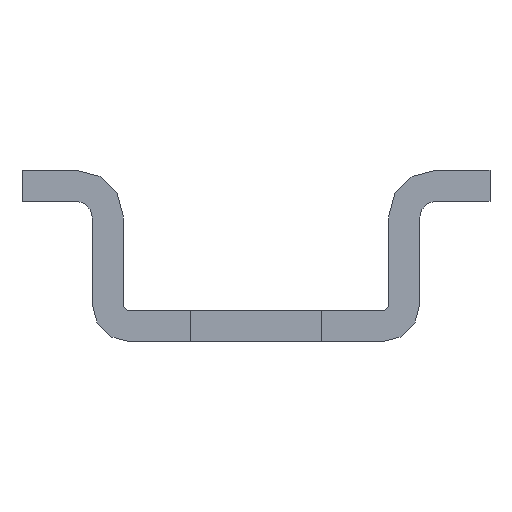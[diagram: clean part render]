
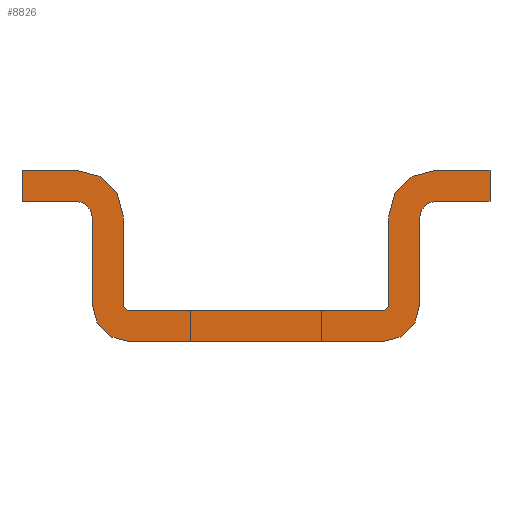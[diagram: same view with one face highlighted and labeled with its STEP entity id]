
A CAD part, front view. The second image highlights one B-rep face of the part: STEP entity #8826.
In plain terms, the highlighted planar face has unit normal (0, -1, 0).
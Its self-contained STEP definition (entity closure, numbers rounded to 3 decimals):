
#428=PLANE('',#9687);
#850=FACE_OUTER_BOUND('',#1472,.T.);
#1472=EDGE_LOOP('',(#8177,#8178,#8179,#8180,#8181,#8182,#8183,#8184,#8185,
#8186,#8187,#8188,#8189,#8190,#8191,#8192,#8193,#8194,#8195,#8196));
#2276=LINE('',#14624,#3120);
#2280=LINE('',#14636,#3124);
#2283=LINE('',#14642,#3127);
#2286=LINE('',#14648,#3130);
#2290=LINE('',#14660,#3134);
#2295=LINE('',#14673,#3139);
#2299=LINE('',#14685,#3143);
#2303=LINE('',#14697,#3147);
#2306=LINE('',#14703,#3150);
#2309=LINE('',#14709,#3153);
#2313=LINE('',#14721,#3157);
#2316=LINE('',#14730,#3160);
#3120=VECTOR('',#12101,10.);
#3124=VECTOR('',#12113,10.);
#3127=VECTOR('',#12118,10.);
#3130=VECTOR('',#12123,10.);
#3134=VECTOR('',#12135,10.);
#3139=VECTOR('',#12148,10.);
#3143=VECTOR('',#12160,10.);
#3147=VECTOR('',#12172,10.);
#3150=VECTOR('',#12177,10.);
#3153=VECTOR('',#12182,10.);
#3157=VECTOR('',#12194,10.);
#3160=VECTOR('',#12205,10.);
#3562=CIRCLE('',#9652,0.2);
#3564=CIRCLE('',#9656,1.5);
#3566=CIRCLE('',#9662,0.5);
#3568=CIRCLE('',#9666,1.2);
#3570=CIRCLE('',#9670,0.2);
#3572=CIRCLE('',#9674,1.5);
#3574=CIRCLE('',#9680,0.5);
#3576=CIRCLE('',#9684,1.2);
#4379=VERTEX_POINT('',#14615);
#4380=VERTEX_POINT('',#14617);
#4382=VERTEX_POINT('',#14623);
#4384=VERTEX_POINT('',#14629);
#4386=VERTEX_POINT('',#14635);
#4388=VERTEX_POINT('',#14641);
#4390=VERTEX_POINT('',#14647);
#4392=VERTEX_POINT('',#14653);
#4394=VERTEX_POINT('',#14659);
#4396=VERTEX_POINT('',#14665);
#4398=VERTEX_POINT('',#14671);
#4400=VERTEX_POINT('',#14677);
#4402=VERTEX_POINT('',#14683);
#4404=VERTEX_POINT('',#14689);
#4406=VERTEX_POINT('',#14695);
#4408=VERTEX_POINT('',#14701);
#4410=VERTEX_POINT('',#14707);
#4412=VERTEX_POINT('',#14713);
#4414=VERTEX_POINT('',#14719);
#4416=VERTEX_POINT('',#14725);
#5619=EDGE_CURVE('',#4379,#4380,#3562,.T.);
#5622=EDGE_CURVE('',#4380,#4382,#2276,.T.);
#5625=EDGE_CURVE('',#4382,#4384,#3564,.T.);
#5628=EDGE_CURVE('',#4384,#4386,#2280,.T.);
#5631=EDGE_CURVE('',#4386,#4388,#2283,.T.);
#5634=EDGE_CURVE('',#4388,#4390,#2286,.T.);
#5637=EDGE_CURVE('',#4390,#4392,#3566,.T.);
#5640=EDGE_CURVE('',#4392,#4394,#2290,.T.);
#5643=EDGE_CURVE('',#4394,#4396,#3568,.T.);
#5647=EDGE_CURVE('',#4379,#4398,#2295,.T.);
#5650=EDGE_CURVE('',#4398,#4400,#3570,.T.);
#5653=EDGE_CURVE('',#4400,#4402,#2299,.T.);
#5656=EDGE_CURVE('',#4402,#4404,#3572,.T.);
#5659=EDGE_CURVE('',#4404,#4406,#2303,.T.);
#5662=EDGE_CURVE('',#4406,#4408,#2306,.T.);
#5665=EDGE_CURVE('',#4408,#4410,#2309,.T.);
#5668=EDGE_CURVE('',#4410,#4412,#3574,.T.);
#5671=EDGE_CURVE('',#4412,#4414,#2313,.T.);
#5674=EDGE_CURVE('',#4414,#4416,#3576,.T.);
#5676=EDGE_CURVE('',#4396,#4416,#2316,.T.);
#8177=ORIENTED_EDGE('',*,*,#5647,.T.);
#8178=ORIENTED_EDGE('',*,*,#5650,.T.);
#8179=ORIENTED_EDGE('',*,*,#5653,.T.);
#8180=ORIENTED_EDGE('',*,*,#5656,.T.);
#8181=ORIENTED_EDGE('',*,*,#5659,.T.);
#8182=ORIENTED_EDGE('',*,*,#5662,.T.);
#8183=ORIENTED_EDGE('',*,*,#5665,.T.);
#8184=ORIENTED_EDGE('',*,*,#5668,.T.);
#8185=ORIENTED_EDGE('',*,*,#5671,.T.);
#8186=ORIENTED_EDGE('',*,*,#5674,.T.);
#8187=ORIENTED_EDGE('',*,*,#5676,.F.);
#8188=ORIENTED_EDGE('',*,*,#5643,.F.);
#8189=ORIENTED_EDGE('',*,*,#5640,.F.);
#8190=ORIENTED_EDGE('',*,*,#5637,.F.);
#8191=ORIENTED_EDGE('',*,*,#5634,.F.);
#8192=ORIENTED_EDGE('',*,*,#5631,.F.);
#8193=ORIENTED_EDGE('',*,*,#5628,.F.);
#8194=ORIENTED_EDGE('',*,*,#5625,.F.);
#8195=ORIENTED_EDGE('',*,*,#5622,.F.);
#8196=ORIENTED_EDGE('',*,*,#5619,.F.);
#8826=ADVANCED_FACE('',(#850),#428,.F.);
#9652=AXIS2_PLACEMENT_3D('',#14618,#12095,#12096);
#9656=AXIS2_PLACEMENT_3D('',#14630,#12107,#12108);
#9662=AXIS2_PLACEMENT_3D('',#14654,#12129,#12130);
#9666=AXIS2_PLACEMENT_3D('',#14666,#12141,#12142);
#9670=AXIS2_PLACEMENT_3D('',#14679,#12154,#12155);
#9674=AXIS2_PLACEMENT_3D('',#14691,#12166,#12167);
#9680=AXIS2_PLACEMENT_3D('',#14715,#12188,#12189);
#9684=AXIS2_PLACEMENT_3D('',#14727,#12200,#12201);
#9687=AXIS2_PLACEMENT_3D('',#14732,#12208,#12209);
#12095=DIRECTION('center_axis',(0.,-1.,0.));
#12096=DIRECTION('ref_axis',(0.,0.,-1.));
#12101=DIRECTION('',(0.,0.,1.));
#12107=DIRECTION('center_axis',(0.,1.,0.));
#12108=DIRECTION('ref_axis',(0.,0.,-1.));
#12113=DIRECTION('',(1.,0.,0.));
#12118=DIRECTION('',(0.,0.,-1.));
#12123=DIRECTION('',(-1.,0.,0.));
#12129=DIRECTION('center_axis',(0.,-1.,0.));
#12130=DIRECTION('ref_axis',(0.,0.,1.));
#12135=DIRECTION('',(0.,0.,-1.));
#12141=DIRECTION('center_axis',(0.,1.,0.));
#12142=DIRECTION('ref_axis',(0.,0.,1.));
#12148=DIRECTION('',(-1.,0.,0.));
#12154=DIRECTION('center_axis',(0.,1.,0.));
#12155=DIRECTION('ref_axis',(0.,0.,-1.));
#12160=DIRECTION('',(0.,0.,1.));
#12166=DIRECTION('center_axis',(0.,-1.,0.));
#12167=DIRECTION('ref_axis',(0.,0.,-1.));
#12172=DIRECTION('',(-1.,0.,0.));
#12177=DIRECTION('',(0.,0.,-1.));
#12182=DIRECTION('',(1.,0.,0.));
#12188=DIRECTION('center_axis',(0.,1.,0.));
#12189=DIRECTION('ref_axis',(0.,0.,1.));
#12194=DIRECTION('',(0.,0.,-1.));
#12200=DIRECTION('center_axis',(0.,-1.,0.));
#12201=DIRECTION('ref_axis',(0.,0.,1.));
#12205=DIRECTION('',(-1.,0.,0.));
#12208=DIRECTION('center_axis',(0.,1.,0.));
#12209=DIRECTION('ref_axis',(0.,0.,1.));
#14615=CARTESIAN_POINT('',(4.05,0.,1.));
#14617=CARTESIAN_POINT('',(4.25,0.,1.2));
#14618=CARTESIAN_POINT('Origin',(4.05,0.,1.2));
#14623=CARTESIAN_POINT('',(4.25,0.,4.));
#14624=CARTESIAN_POINT('',(4.25,0.,1.2));
#14629=CARTESIAN_POINT('',(5.75,0.,5.5));
#14630=CARTESIAN_POINT('Origin',(5.75,0.,4.));
#14635=CARTESIAN_POINT('',(7.5,0.,5.5));
#14636=CARTESIAN_POINT('',(5.75,0.,5.5));
#14641=CARTESIAN_POINT('',(7.5,0.,4.5));
#14642=CARTESIAN_POINT('',(7.5,0.,5.5));
#14647=CARTESIAN_POINT('',(5.75,0.,4.5));
#14648=CARTESIAN_POINT('',(7.5,0.,4.5));
#14653=CARTESIAN_POINT('',(5.25,0.,4.));
#14654=CARTESIAN_POINT('Origin',(5.75,0.,4.));
#14659=CARTESIAN_POINT('',(5.25,0.,1.2));
#14660=CARTESIAN_POINT('',(5.25,0.,4.));
#14665=CARTESIAN_POINT('',(4.05,0.,0.));
#14666=CARTESIAN_POINT('Origin',(4.05,0.,1.2));
#14671=CARTESIAN_POINT('',(-4.05,0.,1.));
#14673=CARTESIAN_POINT('',(0.,0.,1.));
#14677=CARTESIAN_POINT('',(-4.25,0.,1.2));
#14679=CARTESIAN_POINT('Origin',(-4.05,0.,1.2));
#14683=CARTESIAN_POINT('',(-4.25,0.,4.));
#14685=CARTESIAN_POINT('',(-4.25,0.,1.2));
#14689=CARTESIAN_POINT('',(-5.75,0.,5.5));
#14691=CARTESIAN_POINT('Origin',(-5.75,0.,4.));
#14695=CARTESIAN_POINT('',(-7.5,0.,5.5));
#14697=CARTESIAN_POINT('',(-5.75,0.,5.5));
#14701=CARTESIAN_POINT('',(-7.5,0.,4.5));
#14703=CARTESIAN_POINT('',(-7.5,0.,5.5));
#14707=CARTESIAN_POINT('',(-5.75,0.,4.5));
#14709=CARTESIAN_POINT('',(-7.5,0.,4.5));
#14713=CARTESIAN_POINT('',(-5.25,0.,4.));
#14715=CARTESIAN_POINT('Origin',(-5.75,0.,4.));
#14719=CARTESIAN_POINT('',(-5.25,0.,1.2));
#14721=CARTESIAN_POINT('',(-5.25,0.,4.));
#14725=CARTESIAN_POINT('',(-4.05,0.,0.));
#14727=CARTESIAN_POINT('Origin',(-4.05,0.,1.2));
#14730=CARTESIAN_POINT('',(4.05,0.,0.));
#14732=CARTESIAN_POINT('Origin',(-4.061,0.,2.356));
